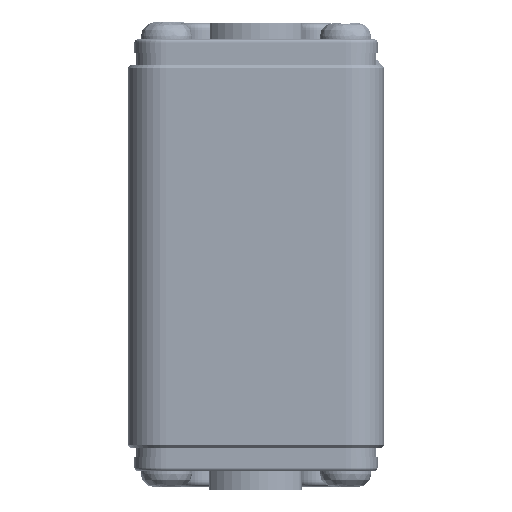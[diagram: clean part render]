
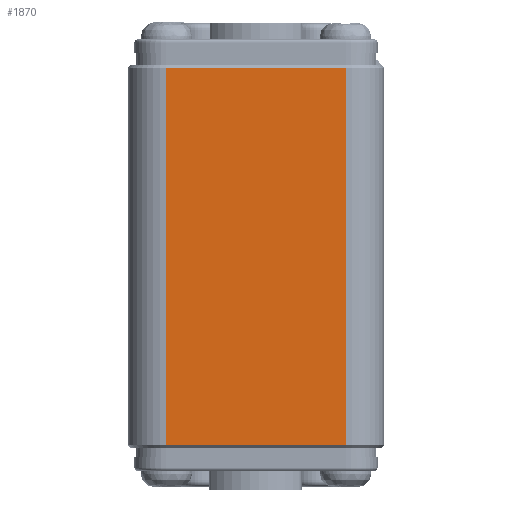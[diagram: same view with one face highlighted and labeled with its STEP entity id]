
A CAD part, front view. The second image highlights one B-rep face of the part: STEP entity #1870.
In plain terms, the highlighted planar face has unit normal (0, -1, 0).
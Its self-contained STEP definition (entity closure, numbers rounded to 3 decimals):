
#1261=PLANE('',#15758);
#1870=ADVANCED_FACE('',(#2964),#1261,.T.);
#2964=FACE_OUTER_BOUND('',#3801,.T.);
#3801=EDGE_LOOP('',(#8008,#8009,#8010,#8011));
#5007=LINE('',#26311,#6155);
#5008=LINE('',#26315,#6156);
#5009=LINE('',#26317,#6157);
#5010=LINE('',#26319,#6158);
#6155=VECTOR('',#17862,1.);
#6156=VECTOR('',#17867,1.);
#6157=VECTOR('',#17868,1.);
#6158=VECTOR('',#17869,1.);
#8008=ORIENTED_EDGE('',*,*,#13238,.F.);
#8009=ORIENTED_EDGE('',*,*,#13240,.T.);
#8010=ORIENTED_EDGE('',*,*,#13241,.T.);
#8011=ORIENTED_EDGE('',*,*,#13242,.T.);
#11613=VERTEX_POINT('',#26310);
#11614=VERTEX_POINT('',#26312);
#11615=VERTEX_POINT('',#26316);
#11616=VERTEX_POINT('',#26318);
#13238=EDGE_CURVE('',#11613,#11614,#5007,.T.);
#13240=EDGE_CURVE('',#11613,#11615,#5008,.T.);
#13241=EDGE_CURVE('',#11615,#11616,#5009,.T.);
#13242=EDGE_CURVE('',#11616,#11614,#5010,.T.);
#15758=AXIS2_PLACEMENT_3D('',#26320,#17870,#17871);
#17862=DIRECTION('',(0.,0.,1.));
#17867=DIRECTION('',(1.,0.,0.));
#17868=DIRECTION('',(0.,0.,1.));
#17869=DIRECTION('',(-1.,0.,0.));
#17870=DIRECTION('',(0.,-1.,0.));
#17871=DIRECTION('',(0.,0.,-1.));
#26310=CARTESIAN_POINT('',(5.,-39.,4.));
#26311=CARTESIAN_POINT('',(5.,-39.,3.5));
#26312=CARTESIAN_POINT('',(5.,-39.,63.));
#26315=CARTESIAN_POINT('',(33.,-39.,4.));
#26316=CARTESIAN_POINT('',(33.,-39.,4.));
#26317=CARTESIAN_POINT('',(33.,-39.,3.5));
#26318=CARTESIAN_POINT('',(33.,-39.,63.));
#26319=CARTESIAN_POINT('',(5.,-39.,63.));
#26320=CARTESIAN_POINT('',(5.,-39.,3.5));
